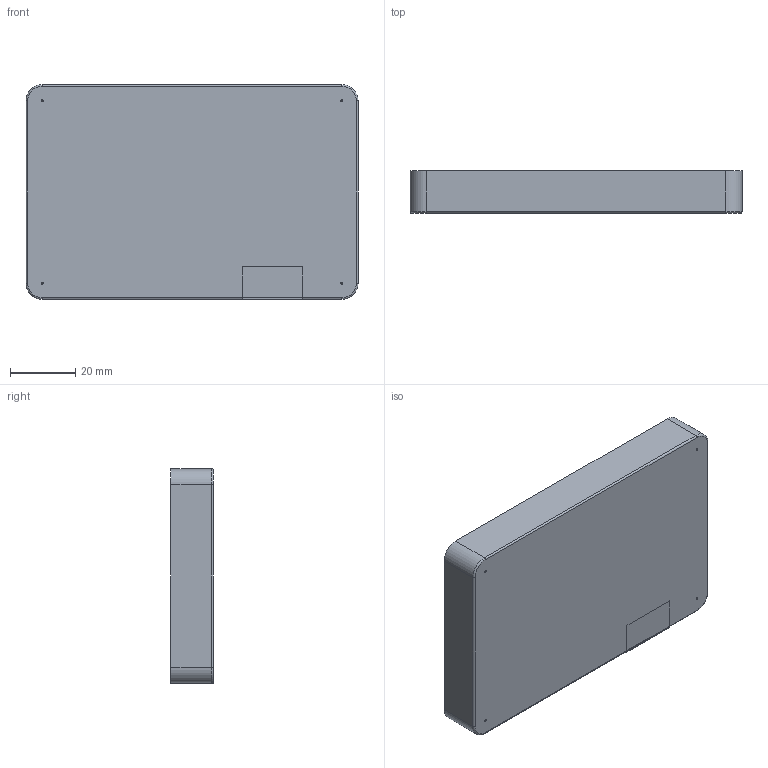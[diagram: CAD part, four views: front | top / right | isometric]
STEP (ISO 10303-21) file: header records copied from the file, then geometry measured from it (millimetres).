
FILE_DESCRIPTION(/* description */ (''),/* implementation_level */ '2;1');
FILE_NAME(/* name */ 'Macropad Case.step',/* time_stamp */ '2025-11-10T21:01:35+11:00',/* author */ (''),/* organization */ (''),/* preprocessor_version */ 'ST-DEVELOPER v20.1',/* originating_system */ 'Autodesk Translation Framework v14.21.0.0',/* authorisation */ '');
FILE_SCHEMA (('AUTOMOTIVE_DESIGN { 1 0 10303 214 3 1 1 }'));
Length unit declared in the file: millimetre
Products named in the file (1): 2025-11-10-09-52-10-748
Bounding box: 102 x 13 x 66 mm (x, y, z)
Volume: 49001.7 mm3; surface area: 20802 mm2
Topology: 2 solids, 2 shells, 63 faces, 139 edges, 84 vertices
Faces by surface type: cylinder 33, plane 24, torus 4, sphere 2
Full cylindrical faces by diameter (mm): 0.6 x4, 3.4 x4
Entity records: 1771 total; most frequent: DIRECTION 325, CARTESIAN_POINT 287, ORIENTED_EDGE 278, EDGE_CURVE 139, AXIS2_PLACEMENT_3D 122, VERTEX_POINT 84, LINE 81, VECTOR 81
